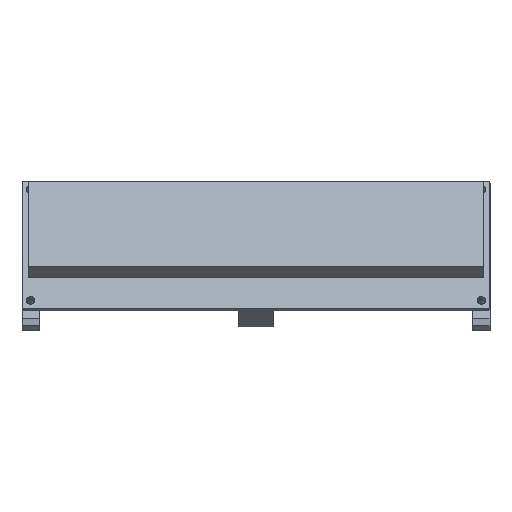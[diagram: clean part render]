
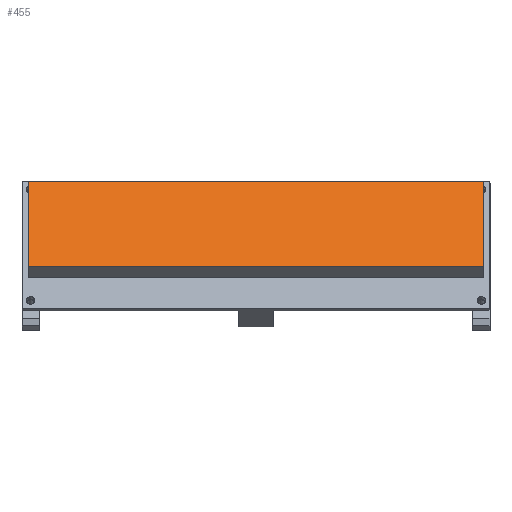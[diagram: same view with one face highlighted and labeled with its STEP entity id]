
A CAD part, top view. The second image highlights one B-rep face of the part: STEP entity #455.
In plain terms, the highlighted face is planar.
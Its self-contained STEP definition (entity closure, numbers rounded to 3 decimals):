
#128 = CARTESIAN_POINT ( 'NONE',  ( -92.5, -17., 13.6 ) ) ;
#200 = VERTEX_POINT ( 'NONE', #1033 ) ;
#336 = CARTESIAN_POINT ( 'NONE',  ( 92.5, 23., 13.6 ) ) ;
#341 = VERTEX_POINT ( 'NONE', #128 ) ;
#353 = VERTEX_POINT ( 'NONE', #1947 ) ;
#403 = EDGE_CURVE ( 'NONE', #200, #840, #2193, .T. ) ;
#455 = ADVANCED_FACE ( 'NONE', ( #1346 ), #918, .T. ) ;
#489 = CARTESIAN_POINT ( 'NONE',  ( 92.5, 23., 13.6 ) ) ;
#544 = ORIENTED_EDGE ( 'NONE', *, *, #403, .T. ) ;
#573 = CARTESIAN_POINT ( 'NONE',  ( 0., 0., 13.6 ) ) ;
#618 = ORIENTED_EDGE ( 'NONE', *, *, #742, .T. ) ;
#650 = CARTESIAN_POINT ( 'NONE',  ( -92.5, -17., 13.6 ) ) ;
#691 = LINE ( 'NONE', #336, #2242 ) ;
#742 = EDGE_CURVE ( 'NONE', #353, #341, #1550, .T. ) ;
#840 = VERTEX_POINT ( 'NONE', #489 ) ;
#918 = PLANE ( 'NONE',  #2113 ) ;
#980 = CARTESIAN_POINT ( 'NONE',  ( 92.5, -17., 13.6 ) ) ;
#997 = VECTOR ( 'NONE', #1945, 1000. ) ;
#1033 = CARTESIAN_POINT ( 'NONE',  ( 92.5, -17., 13.6 ) ) ;
#1080 = DIRECTION ( 'NONE',  ( 1., 0., 0. ) ) ;
#1127 = EDGE_LOOP ( 'NONE', ( #618, #1655, #544, #1254 ) ) ;
#1214 = EDGE_CURVE ( 'NONE', #341, #200, #2069, .T. ) ;
#1251 = CARTESIAN_POINT ( 'NONE',  ( 92.5, -17., 13.6 ) ) ;
#1254 = ORIENTED_EDGE ( 'NONE', *, *, #1452, .T. ) ;
#1289 = VECTOR ( 'NONE', #2060, 1000. ) ;
#1346 = FACE_OUTER_BOUND ( 'NONE', #1127, .T. ) ;
#1452 = EDGE_CURVE ( 'NONE', #840, #353, #691, .T. ) ;
#1550 = LINE ( 'NONE', #650, #997 ) ;
#1596 = DIRECTION ( 'NONE',  ( 0., 1., 0. ) ) ;
#1655 = ORIENTED_EDGE ( 'NONE', *, *, #1214, .T. ) ;
#1840 = DIRECTION ( 'NONE',  ( 0., 0., 1. ) ) ;
#1945 = DIRECTION ( 'NONE',  ( 0., -1., 0. ) ) ;
#1947 = CARTESIAN_POINT ( 'NONE',  ( -92.5, 23., 13.6 ) ) ;
#2047 = VECTOR ( 'NONE', #1596, 1000. ) ;
#2060 = DIRECTION ( 'NONE',  ( 1., 0., 0. ) ) ;
#2069 = LINE ( 'NONE', #980, #1289 ) ;
#2113 = AXIS2_PLACEMENT_3D ( 'NONE', #573, #1840, #1080 ) ;
#2125 = DIRECTION ( 'NONE',  ( -1., 0., 0. ) ) ;
#2193 = LINE ( 'NONE', #1251, #2047 ) ;
#2242 = VECTOR ( 'NONE', #2125, 1000. ) ;
